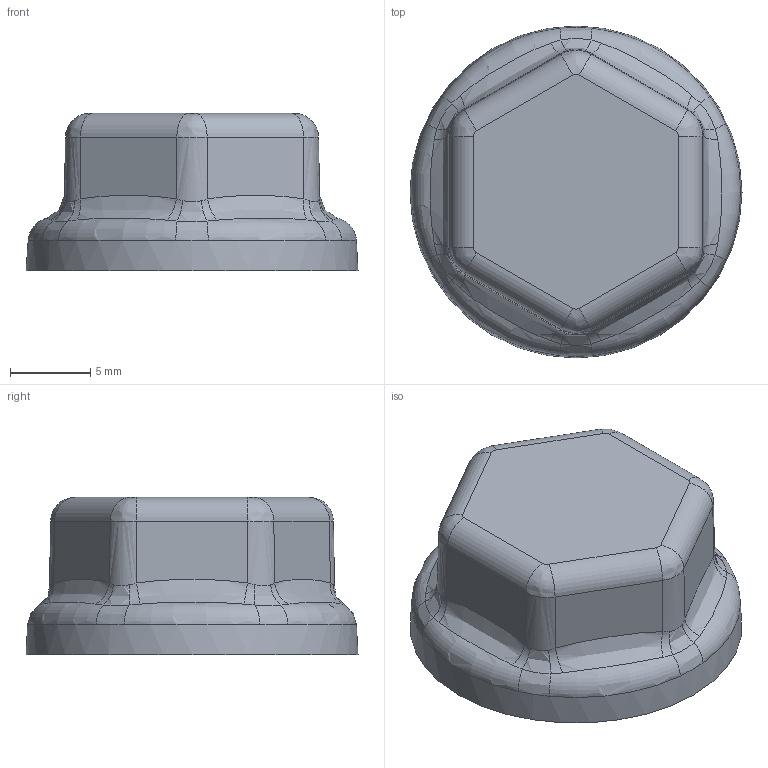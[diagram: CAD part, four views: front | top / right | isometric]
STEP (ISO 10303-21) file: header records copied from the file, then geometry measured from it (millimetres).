
FILE_DESCRIPTION( ( 'STEP AP203' ), '1' );
FILE_NAME( 'M8.step', '2022-07-27T04:52:01', ( ' ' ), ( ' ' ), 'XStep 1.0', ' ', ' ' );
FILE_SCHEMA( ( 'CONFIG_CONTROL_DESIGN' ) );
Length unit declared in the file: millimetre
Products named in the file (1): 1
Bounding box: 20.69 x 20.69 x 9.8 mm (x, y, z)
Volume: 1066.1 mm3; surface area: 1473.3 mm2
Topology: 1 solids, 1 shells, 107 faces, 252 edges, 148 vertices
Faces by surface type: bspline 60, plane 21, cylinder 18, torus 6, cone 2
Entity records: 6858 total; most frequent: CARTESIAN_POINT 4674, ORIENTED_EDGE 496, DIRECTION 394, EDGE_CURVE 248, AXIS2_PLACEMENT_3D 170, VERTEX_POINT 146, EDGE_LOOP 110, ADVANCED_FACE 107
